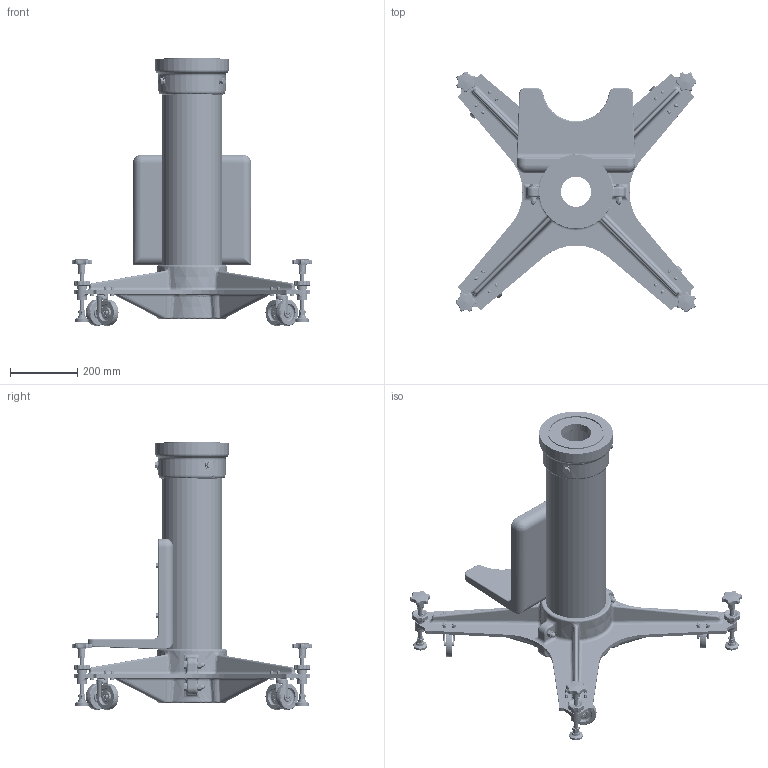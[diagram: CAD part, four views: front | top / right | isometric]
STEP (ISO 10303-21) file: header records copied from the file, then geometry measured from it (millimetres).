
FILE_DESCRIPTION(('STEP AP214'),'1');
FILE_NAME('sawyer.stp','2021-06-01T03:58:04',(' '),(' '),'Spatial InterOp 3D',' ',' ');
FILE_SCHEMA(('automotive_design'));
Length unit declared in the file: millimetre
Products named in the file (29): パーツ55; パーツ196; パーツ259; パーツ348; パーツ708; パーツ652; ボルト: 六角 - M6.0 x 20.0; パーツ275; パーツ5; パーツ1; ボルト: 六角 - M7.8 x 25.0
Assembly tree (28 placements, depth 2):
  (unnamed)
    パーツ55
    パーツ55
    パーツ196
    パーツ259
    パーツ348
    パーツ348
    パーツ348
    パーツ348
    パーツ708
    パーツ652
    パーツ652
    パーツ652
    パーツ652
    パーツ708
    パーツ708
    パーツ708
    ボルト: 六角 - M6.0 x 20.0
    ボルト: 六角 - M6.0 x 20.0
    ボルト: 六角 - M6.0 x 20.0
    ボルト: 六角 - M6.0 x 20.0
    パーツ275
    パーツ275
    パーツ275
    パーツ275
    パーツ5
    パーツ1
    ボルト: 六角 - M7.8 x 25.0
    ボルト: 六角 - M7.8 x 25.0
Bounding box: 718.86 x 718.86 x 799.17 mm (x, y, z)
Volume: 15165472.3 mm3; surface area: 2543719.4 mm2
Topology: 82 solids, 570 shells, 5147 faces, 14329 edges, 9902 vertices
Faces by surface type: plane 2127, cylinder 933, bspline 787, torus 619, cone 411, sphere 174, extrusion 88, revolution 8
Full cylindrical faces by diameter (mm): 2 x4, 4 x4, 4.5 x4, 6 x32, 6.5 x32, 7.8 x2, 8.5 x4, 11 x4, 11.5 x4, 11.7 x26, 12 x12, 12.7 x16, 13 x18, 15 x18, 15.748 x4, 17.6 x2, 18 x8, 19.757 x4, 20 x12, 21 x11, 23 x8, 25.5 x4, 26 x7, 30 x16, 32 x4, 38 x4, 39 x4, 40 x4, 52 x8, 90 x1
Entity records: 356565 total; most frequent: CARTESIAN_POINT 199171, ORIENTED_EDGE 23590, DIRECTION 21348, EDGE_CURVE 13275, VERTEX_POINT 9677, AXIS2_PLACEMENT_3D 8664, EDGE_LOOP 6132, STYLED_ITEM 5147
